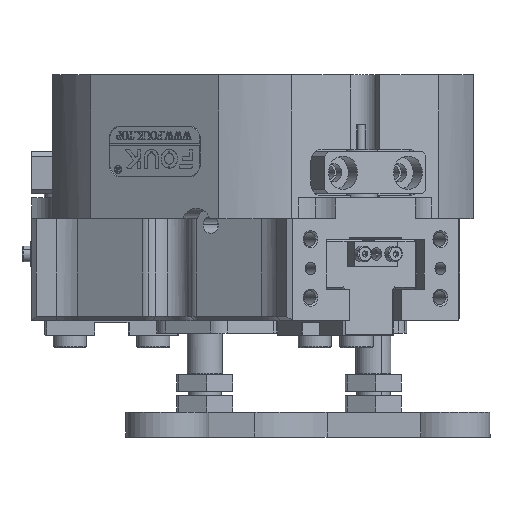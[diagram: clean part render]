
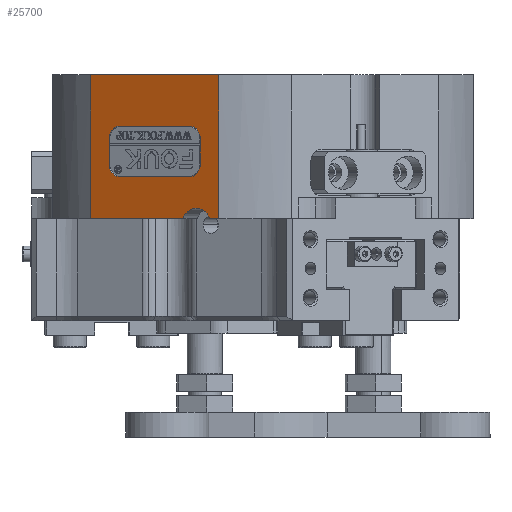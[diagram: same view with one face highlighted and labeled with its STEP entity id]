
A CAD part, front view. The second image highlights one B-rep face of the part: STEP entity #25700.
In plain terms, the highlighted planar face has unit normal (-0.5, -0.866, 0).
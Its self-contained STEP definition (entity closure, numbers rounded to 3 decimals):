
#157 = EDGE_CURVE ( 'NONE', #24160, #17530, #29247, .T. ) ;
#168 = VERTEX_POINT ( 'NONE', #14752 ) ;
#391 = VERTEX_POINT ( 'NONE', #52126 ) ;
#1647 = CARTESIAN_POINT ( 'NONE',  ( -42.708, -34.479, 135.628 ) ) ;
#2470 = ORIENTED_EDGE ( 'NONE', *, *, #48373, .F. ) ;
#2528 = VERTEX_POINT ( 'NONE', #13407 ) ;
#2955 = EDGE_CURVE ( 'NONE', #9764, #2528, #34745, .T. ) ;
#3083 = ORIENTED_EDGE ( 'NONE', *, *, #157, .F. ) ;
#3696 = CARTESIAN_POINT ( 'NONE',  ( -45.306, -32.979, 141.828 ) ) ;
#4558 = CARTESIAN_POINT ( 'NONE',  ( -45.306, -32.979, 141.828 ) ) ;
#4735 = DIRECTION ( 'NONE',  ( 0., 0., -1. ) ) ;
#4955 = VERTEX_POINT ( 'NONE', #3696 ) ;
#6043 = LINE ( 'NONE', #27319, #9111 ) ;
#6400 = ORIENTED_EDGE ( 'NONE', *, *, #39030, .F. ) ;
#6620 = CARTESIAN_POINT ( 'NONE',  ( -42.708, -34.479, 132.628 ) ) ;
#6700 = ORIENTED_EDGE ( 'NONE', *, *, #20484, .T. ) ;
#7153 = VECTOR ( 'NONE', #4735, 1000. ) ;
#8312 = AXIS2_PLACEMENT_3D ( 'NONE', #36094, #15998, #44187 ) ;
#8377 = FACE_OUTER_BOUND ( 'NONE', #37651, .T. ) ;
#8582 = DIRECTION ( 'NONE',  ( 0.866, -0.5, 0. ) ) ;
#8695 = EDGE_CURVE ( 'NONE', #37766, #391, #33116, .T. ) ;
#9111 = VECTOR ( 'NONE', #51817, 1000. ) ;
#9717 = EDGE_LOOP ( 'NONE', ( #46211, #13164, #49274, #3083, #47390, #41772, #6400, #24378 ) ) ;
#9764 = VERTEX_POINT ( 'NONE', #24629 ) ;
#10866 = CARTESIAN_POINT ( 'NONE',  ( -23.482, -45.579, 141.828 ) ) ;
#10934 = AXIS2_PLACEMENT_3D ( 'NONE', #19370, #38718, #14587 ) ;
#11022 = LINE ( 'NONE', #42726, #13552 ) ;
#11461 = CARTESIAN_POINT ( 'NONE',  ( -49.764, -30.405, 98.128 ) ) ;
#12101 = CIRCLE ( 'NONE', #39693, 3. ) ;
#12460 = CARTESIAN_POINT ( 'NONE',  ( -26.08, -44.079, 132.628 ) ) ;
#13164 = ORIENTED_EDGE ( 'NONE', *, *, #2955, .F. ) ;
#13407 = CARTESIAN_POINT ( 'NONE',  ( -26.08, -44.079, 144.828 ) ) ;
#13552 = VECTOR ( 'NONE', #38493, 1000. ) ;
#14268 = CARTESIAN_POINT ( 'NONE',  ( -49.764, -30.405, 122.628 ) ) ;
#14587 = DIRECTION ( 'NONE',  ( 0.866, -0.5, 0. ) ) ;
#14752 = CARTESIAN_POINT ( 'NONE',  ( -42.708, -34.479, 132.628 ) ) ;
#14968 = LINE ( 'NONE', #10866, #36443 ) ;
#15572 = CARTESIAN_POINT ( 'NONE',  ( -19.023, -48.153, 98.128 ) ) ;
#15998 = DIRECTION ( 'NONE',  ( 0.5, 0.866, 0. ) ) ;
#16348 = EDGE_CURVE ( 'NONE', #33416, #22745, #38444, .T. ) ;
#16495 = DIRECTION ( 'NONE',  ( -0.866, 0.5, 0. ) ) ;
#16678 = VECTOR ( 'NONE', #32085, 1000. ) ;
#17318 = EDGE_CURVE ( 'NONE', #17530, #9764, #14968, .T. ) ;
#17530 = VERTEX_POINT ( 'NONE', #49248 ) ;
#17590 = LINE ( 'NONE', #28998, #37763 ) ;
#17733 = CIRCLE ( 'NONE', #27266, 4. ) ;
#18824 = AXIS2_PLACEMENT_3D ( 'NONE', #50842, #22792, #50659 ) ;
#19370 = CARTESIAN_POINT ( 'NONE',  ( -26.08, -44.079, 135.628 ) ) ;
#20484 = EDGE_CURVE ( 'NONE', #48278, #22745, #50116, .T. ) ;
#20935 = LINE ( 'NONE', #6620, #32925 ) ;
#21173 = AXIS2_PLACEMENT_3D ( 'NONE', #44701, #32745, #8582 ) ;
#22491 = CIRCLE ( 'NONE', #21173, 3. ) ;
#22745 = VERTEX_POINT ( 'NONE', #14268 ) ;
#22792 = DIRECTION ( 'NONE',  ( -0.5, -0.866, 0. ) ) ;
#22835 = DIRECTION ( 'NONE',  ( 0.866, -0.5, 0. ) ) ;
#23525 = DIRECTION ( 'NONE',  ( -0.866, 0.5, 0. ) ) ;
#24160 = VERTEX_POINT ( 'NONE', #12460 ) ;
#24378 = ORIENTED_EDGE ( 'NONE', *, *, #30364, .F. ) ;
#24629 = CARTESIAN_POINT ( 'NONE',  ( -23.482, -45.579, 141.828 ) ) ;
#25700 = ADVANCED_FACE ( 'NONE', ( #51868, #8377 ), #32049, .F. ) ;
#25991 = EDGE_CURVE ( 'NONE', #168, #24160, #20935, .T. ) ;
#27266 = AXIS2_PLACEMENT_3D ( 'NONE', #41044, #33141, #29564 ) ;
#27319 = CARTESIAN_POINT ( 'NONE',  ( -34.394, -39.279, 157.128 ) ) ;
#27335 = VERTEX_POINT ( 'NONE', #52140 ) ;
#28998 = CARTESIAN_POINT ( 'NONE',  ( -42.708, -34.479, 144.828 ) ) ;
#29063 = VERTEX_POINT ( 'NONE', #31597 ) ;
#29247 = CIRCLE ( 'NONE', #10934, 3. ) ;
#29564 = DIRECTION ( 'NONE',  ( 0.866, -0.5, 0. ) ) ;
#30364 = EDGE_CURVE ( 'NONE', #29063, #4955, #22491, .T. ) ;
#30534 = DIRECTION ( 'NONE',  ( -0.5, -0.866, 0. ) ) ;
#31469 = EDGE_CURVE ( 'NONE', #33818, #33416, #17733, .T. ) ;
#31597 = CARTESIAN_POINT ( 'NONE',  ( -42.708, -34.479, 144.828 ) ) ;
#31801 = CARTESIAN_POINT ( 'NONE',  ( -12.284, -52.044, 122.628 ) ) ;
#32049 = PLANE ( 'NONE',  #8312 ) ;
#32085 = DIRECTION ( 'NONE',  ( 0., 0., -1. ) ) ;
#32285 = ORIENTED_EDGE ( 'NONE', *, *, #37192, .T. ) ;
#32745 = DIRECTION ( 'NONE',  ( -0.5, -0.866, 0. ) ) ;
#32925 = VECTOR ( 'NONE', #22835, 1000. ) ;
#33116 = LINE ( 'NONE', #15572, #34966 ) ;
#33141 = DIRECTION ( 'NONE',  ( -0.5, -0.866, 0. ) ) ;
#33416 = VERTEX_POINT ( 'NONE', #34998 ) ;
#33785 = ORIENTED_EDGE ( 'NONE', *, *, #8695, .T. ) ;
#33818 = VERTEX_POINT ( 'NONE', #41972 ) ;
#34157 = EDGE_CURVE ( 'NONE', #2528, #29063, #17590, .T. ) ;
#34745 = CIRCLE ( 'NONE', #18824, 3. ) ;
#34872 = LINE ( 'NONE', #4558, #7153 ) ;
#34966 = VECTOR ( 'NONE', #48159, 1000. ) ;
#34998 = CARTESIAN_POINT ( 'NONE',  ( -27.646, -43.175, 122.628 ) ) ;
#36094 = CARTESIAN_POINT ( 'NONE',  ( -7.767, -54.651, 172.628 ) ) ;
#36443 = VECTOR ( 'NONE', #39788, 1000. ) ;
#37192 = EDGE_CURVE ( 'NONE', #391, #48278, #6043, .T. ) ;
#37651 = EDGE_LOOP ( 'NONE', ( #49671, #39425, #2470, #33785, #32285, #6700 ) ) ;
#37763 = VECTOR ( 'NONE', #16495, 1000. ) ;
#37766 = VERTEX_POINT ( 'NONE', #39407 ) ;
#37796 = VECTOR ( 'NONE', #23525, 1000. ) ;
#38444 = LINE ( 'NONE', #31801, #37796 ) ;
#38493 = DIRECTION ( 'NONE',  ( -0.866, 0.5, 0. ) ) ;
#38718 = DIRECTION ( 'NONE',  ( -0.5, -0.866, 0. ) ) ;
#39030 = EDGE_CURVE ( 'NONE', #4955, #27335, #34872, .T. ) ;
#39407 = CARTESIAN_POINT ( 'NONE',  ( -19.023, -48.153, 122.628 ) ) ;
#39425 = ORIENTED_EDGE ( 'NONE', *, *, #31469, .F. ) ;
#39693 = AXIS2_PLACEMENT_3D ( 'NONE', #1647, #30534, #41848 ) ;
#39788 = DIRECTION ( 'NONE',  ( 0., 0., 1. ) ) ;
#41044 = CARTESIAN_POINT ( 'NONE',  ( -24.435, -45.029, 121.128 ) ) ;
#41772 = ORIENTED_EDGE ( 'NONE', *, *, #50104, .F. ) ;
#41848 = DIRECTION ( 'NONE',  ( 0.866, -0.5, 0. ) ) ;
#41862 = CARTESIAN_POINT ( 'NONE',  ( -49.764, -30.405, 157.128 ) ) ;
#41972 = CARTESIAN_POINT ( 'NONE',  ( -21.223, -46.883, 122.628 ) ) ;
#42726 = CARTESIAN_POINT ( 'NONE',  ( -12.284, -52.044, 122.628 ) ) ;
#44187 = DIRECTION ( 'NONE',  ( 0.866, -0.5, 0. ) ) ;
#44701 = CARTESIAN_POINT ( 'NONE',  ( -42.708, -34.479, 141.828 ) ) ;
#46211 = ORIENTED_EDGE ( 'NONE', *, *, #34157, .F. ) ;
#47390 = ORIENTED_EDGE ( 'NONE', *, *, #25991, .F. ) ;
#48159 = DIRECTION ( 'NONE',  ( 0., 0., 1. ) ) ;
#48278 = VERTEX_POINT ( 'NONE', #41862 ) ;
#48373 = EDGE_CURVE ( 'NONE', #37766, #33818, #11022, .T. ) ;
#49248 = CARTESIAN_POINT ( 'NONE',  ( -23.482, -45.579, 135.628 ) ) ;
#49274 = ORIENTED_EDGE ( 'NONE', *, *, #17318, .F. ) ;
#49671 = ORIENTED_EDGE ( 'NONE', *, *, #16348, .F. ) ;
#50104 = EDGE_CURVE ( 'NONE', #27335, #168, #12101, .T. ) ;
#50116 = LINE ( 'NONE', #11461, #16678 ) ;
#50659 = DIRECTION ( 'NONE',  ( -0.866, 0.5, 0. ) ) ;
#50842 = CARTESIAN_POINT ( 'NONE',  ( -26.08, -44.079, 141.828 ) ) ;
#51817 = DIRECTION ( 'NONE',  ( -0.866, 0.5, 0. ) ) ;
#51868 = FACE_BOUND ( 'NONE', #9717, .T. ) ;
#52126 = CARTESIAN_POINT ( 'NONE',  ( -19.023, -48.153, 157.128 ) ) ;
#52140 = CARTESIAN_POINT ( 'NONE',  ( -45.306, -32.979, 135.628 ) ) ;
